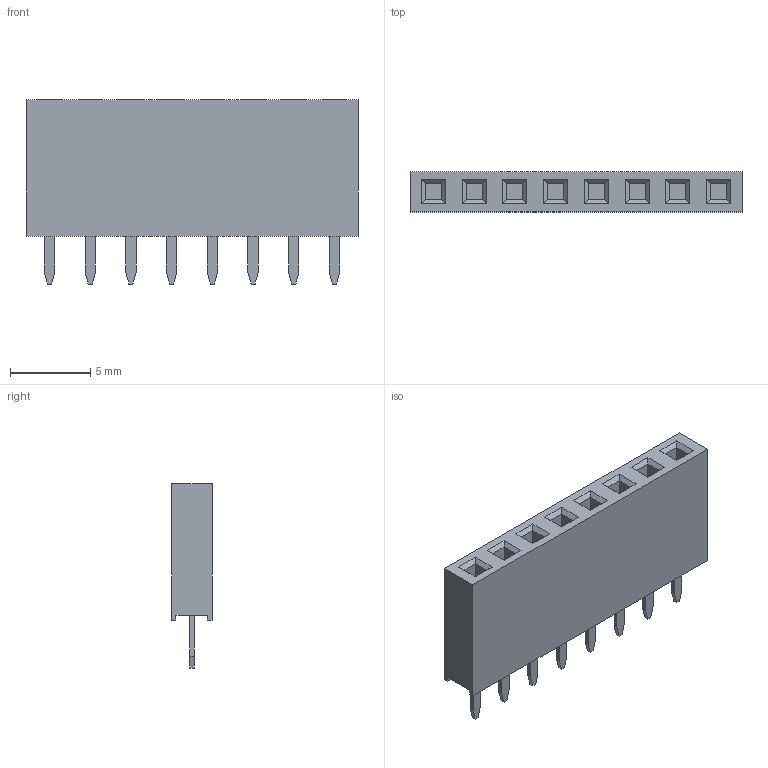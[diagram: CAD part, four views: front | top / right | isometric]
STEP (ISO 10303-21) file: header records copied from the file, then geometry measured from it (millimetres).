
FILE_DESCRIPTION (( 'STEP AP214' ), '1' );
FILE_NAME ('1X08_PTH.STEP', '2015-06-01T18:18:42', ( '' ), ( '' ), 'SwSTEP 2.0', 'SolidWorks 2014', '' );
FILE_SCHEMA (( 'AUTOMOTIVE_DESIGN' ));
Length unit declared in the file: millimetre
Products named in the file (1): 1X08_PTH
Bounding box: 20.72 x 2.5 x 11.5 mm (x, y, z)
Volume: 412.9 mm3; surface area: 624.8 mm2
Topology: 9 solids, 9 shells, 146 faces, 328 edges, 208 vertices
Faces by surface type: plane 146
Entity records: 4042 total; most frequent: CARTESIAN_POINT 683, ORIENTED_EDGE 656, DIRECTION 622, VECTOR 328, LINE 328, EDGE_CURVE 328, VERTEX_POINT 208, EDGE_LOOP 154
